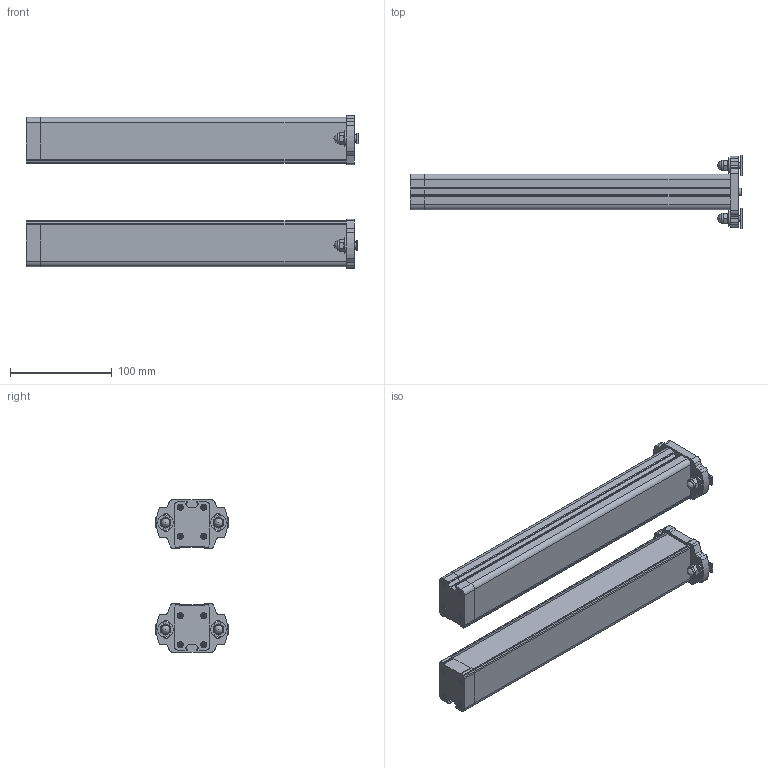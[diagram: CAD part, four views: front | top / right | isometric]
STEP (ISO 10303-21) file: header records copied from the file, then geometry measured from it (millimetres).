
FILE_DESCRIPTION (( 'STEP AP214' ), '1' );
FILE_NAME ('MA-L2X.STEP', '2020-09-29T17:23:46', ( '' ), ( '' ), 'SwSTEP 2.0', 'SolidWorks 2019', '' );
FILE_SCHEMA (( 'AUTOMOTIVE_DESIGN' ));
Length unit declared in the file: millimetre
Products named in the file (3): MA-2LX-left; MA-2LX-right; MA-L2X
Assembly tree (2 placements, depth 2):
  MA-L2X
    MA-2LX-left
    MA-2LX-right
Bounding box: 325.87 x 72 x 149.91 mm (x, y, z)
Volume: 949862.8 mm3; surface area: 191497.3 mm2
Topology: 36 solids, 36 shells, 676 faces, 1748 edges, 1166 vertices
Faces by surface type: plane 358, cylinder 294, bspline 16, cone 8
Full cylindrical faces by diameter (mm): 3 x16, 3.6 x8, 3.8 x8, 5 x4, 5.3 x4, 5.5 x4, 6 x8, 7 x2, 10 x4, 15 x4
Entity records: 21236 total; most frequent: CARTESIAN_POINT 4209, DIRECTION 3538, ORIENTED_EDGE 3272, EDGE_CURVE 1636, AXIS2_PLACEMENT_3D 1261, VERTEX_POINT 1140, LINE 1016, VECTOR 1016
